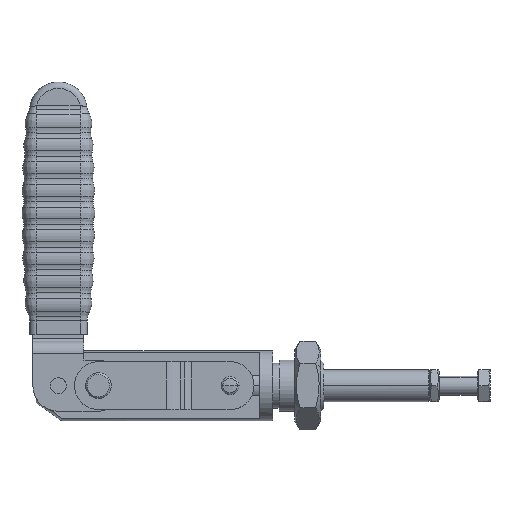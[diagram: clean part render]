
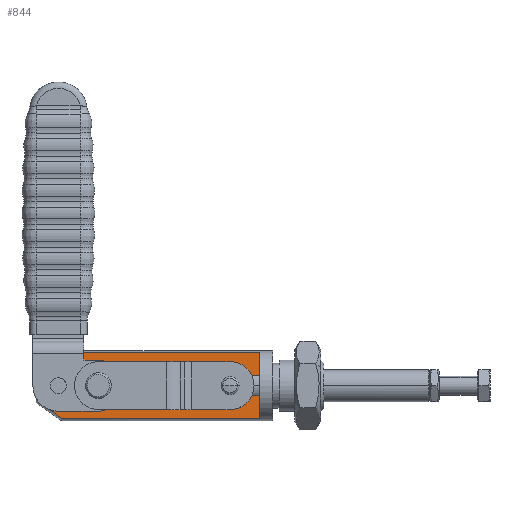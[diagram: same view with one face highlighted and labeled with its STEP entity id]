
A CAD part, top view. The second image highlights one B-rep face of the part: STEP entity #844.
In plain terms, the highlighted planar face has unit normal (0, 0, 1).
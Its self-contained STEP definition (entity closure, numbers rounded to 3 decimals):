
#256=CARTESIAN_POINT('',(8.,-10.285,3.9));
#257=VERTEX_POINT('',#256);
#265=CARTESIAN_POINT('',(0.0,-3.708,3.9));
#266=VERTEX_POINT('',#265);
#267=CARTESIAN_POINT('',(8.,-10.285,3.9));
#268=CARTESIAN_POINT('',(2.12,-5.868,3.9));
#269=CARTESIAN_POINT('',(0.,-3.708,3.9));
#277=(BOUNDED_CURVE()B_SPLINE_CURVE(2,(#267,#268,#269),.UNSPECIFIED.,.F.,.U.)B_SPLINE_CURVE_WITH_KNOTS((3,3),(0.0,1.036),.UNSPECIFIED.)CURVE()GEOMETRIC_REPRESENTATION_ITEM()RATIONAL_B_SPLINE_CURVE((1.0,1.092,1.0))REPRESENTATION_ITEM(''));
#278=EDGE_CURVE('',#257,#266,#277,.T.);
#305=CARTESIAN_POINT('',(8.,10.285,3.9));
#306=VERTEX_POINT('',#305);
#314=CARTESIAN_POINT('',(70.0,10.285,3.9));
#315=VERTEX_POINT('',#314);
#316=CARTESIAN_POINT('',(8.,10.285,3.9));
#317=DIRECTION('',(1.0,0.0,0.0));
#318=VECTOR('',#317,62.);
#319=LINE('',#316,#318);
#320=EDGE_CURVE('',#306,#315,#319,.T.);
#322=CARTESIAN_POINT('',(70.0,-10.285,3.9));
#323=VERTEX_POINT('',#322);
#331=CARTESIAN_POINT('',(70.0,-10.285,3.9));
#332=DIRECTION('',(-1.0,0.0,0.0));
#333=VECTOR('',#332,62.);
#334=LINE('',#331,#333);
#335=EDGE_CURVE('',#323,#257,#334,.T.);
#369=CARTESIAN_POINT('',(0.0,3.708,3.9));
#370=VERTEX_POINT('',#369);
#378=CARTESIAN_POINT('',(0.,3.708,3.9));
#379=CARTESIAN_POINT('',(2.12,5.868,3.9));
#380=CARTESIAN_POINT('',(8.,10.285,3.9));
#388=(BOUNDED_CURVE()B_SPLINE_CURVE(2,(#378,#379,#380),.UNSPECIFIED.,.F.,.U.)B_SPLINE_CURVE_WITH_KNOTS((3,3),(0.0,1.036),.UNSPECIFIED.)CURVE()GEOMETRIC_REPRESENTATION_ITEM()RATIONAL_B_SPLINE_CURVE((1.0,1.092,1.0))REPRESENTATION_ITEM(''));
#389=EDGE_CURVE('',#370,#306,#388,.T.);
#423=CARTESIAN_POINT('',(11.,0.0,3.9));
#424=VERTEX_POINT('',#423);
#440=CARTESIAN_POINT('',(3.,0.,3.9));
#441=VERTEX_POINT('',#440);
#448=CARTESIAN_POINT('',(7.,0.,3.9));
#449=DIRECTION('',(0.0,0.0,-1.0));
#450=DIRECTION('',(1.0,0.0,0.0));
#451=AXIS2_PLACEMENT_3D('',#448,#449,#450);
#452=CIRCLE('',#451,4.0);
#453=EDGE_CURVE('',#424,#441,#452,.T.);
#551=CARTESIAN_POINT('',(29.,-5.25,3.9));
#552=VERTEX_POINT('',#551);
#559=CARTESIAN_POINT('',(49.0,-5.25,3.9));
#560=VERTEX_POINT('',#559);
#561=CARTESIAN_POINT('',(49.0,-5.25,3.9));
#562=DIRECTION('',(-1.0,0.0,0.0));
#563=VECTOR('',#562,20.);
#564=LINE('',#561,#563);
#565=EDGE_CURVE('',#560,#552,#564,.T.);
#589=CARTESIAN_POINT('',(53.088,-3.129,3.9));
#590=VERTEX_POINT('',#589);
#591=CARTESIAN_POINT('',(49.0,-0.25,3.9));
#592=DIRECTION('',(0.0,0.0,-1.0));
#593=DIRECTION('',(0.0,-1.0,0.0));
#594=AXIS2_PLACEMENT_3D('',#591,#592,#593);
#595=CIRCLE('',#594,5.0);
#596=EDGE_CURVE('',#590,#560,#595,.T.);
#630=CARTESIAN_POINT('',(24.,0.25,3.9));
#631=VERTEX_POINT('',#630);
#638=CARTESIAN_POINT('',(24.,-0.25,3.9));
#639=VERTEX_POINT('',#638);
#640=CARTESIAN_POINT('',(24.,-0.25,3.9));
#641=DIRECTION('',(0.0,1.0,0.0));
#642=VECTOR('',#641,0.5);
#643=LINE('',#640,#642);
#644=EDGE_CURVE('',#639,#631,#643,.T.);
#668=CARTESIAN_POINT('',(29.,-0.25,3.9));
#669=DIRECTION('',(0.0,0.0,-1.0));
#670=DIRECTION('',(-1.0,0.0,0.0));
#671=AXIS2_PLACEMENT_3D('',#668,#669,#670);
#672=CIRCLE('',#671,5.0);
#673=EDGE_CURVE('',#552,#639,#672,.T.);
#694=CARTESIAN_POINT('',(53.088,3.129,3.9));
#695=VERTEX_POINT('',#694);
#709=CARTESIAN_POINT('',(49.0,5.25,3.9));
#710=VERTEX_POINT('',#709);
#711=CARTESIAN_POINT('',(49.0,0.25,3.9));
#712=DIRECTION('',(0.0,0.0,-1.0));
#713=DIRECTION('',(1.0,0.0,0.0));
#714=AXIS2_PLACEMENT_3D('',#711,#712,#713);
#715=CIRCLE('',#714,5.0);
#716=EDGE_CURVE('',#710,#695,#715,.T.);
#741=CARTESIAN_POINT('',(29.,5.25,3.9));
#742=VERTEX_POINT('',#741);
#743=CARTESIAN_POINT('',(29.,5.25,3.9));
#744=DIRECTION('',(1.0,0.0,0.0));
#745=VECTOR('',#744,20.);
#746=LINE('',#743,#745);
#747=EDGE_CURVE('',#742,#710,#746,.T.);
#771=CARTESIAN_POINT('',(29.,0.25,3.9));
#772=DIRECTION('',(0.0,0.0,-1.0));
#773=DIRECTION('',(0.0,1.0,0.0));
#774=AXIS2_PLACEMENT_3D('',#771,#772,#773);
#775=CIRCLE('',#774,5.0);
#776=EDGE_CURVE('',#631,#742,#775,.T.);
#782=CARTESIAN_POINT('',(0.0,10.285,3.9));
#783=DIRECTION('',(0.0,0.0,-1.0));
#784=DIRECTION('',(-1.0,0.0,0.0));
#785=AXIS2_PLACEMENT_3D('',#782,#783,#784);
#786=PLANE('',#785);
#787=ORIENTED_EDGE('',*,*,#596,.T.);
#788=ORIENTED_EDGE('',*,*,#565,.T.);
#789=ORIENTED_EDGE('',*,*,#673,.T.);
#790=ORIENTED_EDGE('',*,*,#644,.T.);
#791=ORIENTED_EDGE('',*,*,#776,.T.);
#792=ORIENTED_EDGE('',*,*,#747,.T.);
#793=ORIENTED_EDGE('',*,*,#716,.T.);
#794=CARTESIAN_POINT('',(70.0,3.129,3.9));
#795=VERTEX_POINT('',#794);
#796=CARTESIAN_POINT('',(70.0,3.129,3.9));
#797=DIRECTION('',(-1.0,0.0,0.0));
#798=VECTOR('',#797,16.912);
#799=LINE('',#796,#798);
#800=EDGE_CURVE('',#795,#695,#799,.T.);
#801=ORIENTED_EDGE('',*,*,#800,.F.);
#802=CARTESIAN_POINT('',(70.0,10.285,3.9));
#803=DIRECTION('',(0.0,-1.0,0.0));
#804=VECTOR('',#803,7.157);
#805=LINE('',#802,#804);
#806=EDGE_CURVE('',#315,#795,#805,.T.);
#807=ORIENTED_EDGE('',*,*,#806,.F.);
#808=ORIENTED_EDGE('',*,*,#320,.F.);
#809=ORIENTED_EDGE('',*,*,#389,.F.);
#810=CARTESIAN_POINT('',(0.0,-3.708,3.9));
#811=DIRECTION('',(0.0,1.0,0.0));
#812=VECTOR('',#811,7.415);
#813=LINE('',#810,#812);
#814=EDGE_CURVE('',#266,#370,#813,.T.);
#815=ORIENTED_EDGE('',*,*,#814,.F.);
#816=ORIENTED_EDGE('',*,*,#278,.F.);
#817=ORIENTED_EDGE('',*,*,#335,.F.);
#818=CARTESIAN_POINT('',(70.0,-3.129,3.9));
#819=VERTEX_POINT('',#818);
#820=CARTESIAN_POINT('',(70.0,-3.129,3.9));
#821=DIRECTION('',(0.0,-1.0,0.0));
#822=VECTOR('',#821,7.157);
#823=LINE('',#820,#822);
#824=EDGE_CURVE('',#819,#323,#823,.T.);
#825=ORIENTED_EDGE('',*,*,#824,.F.);
#826=CARTESIAN_POINT('',(53.088,-3.129,3.9));
#827=DIRECTION('',(1.0,0.0,0.0));
#828=VECTOR('',#827,16.912);
#829=LINE('',#826,#828);
#830=EDGE_CURVE('',#590,#819,#829,.T.);
#831=ORIENTED_EDGE('',*,*,#830,.F.);
#832=EDGE_LOOP('',(#787,#788,#789,#790,#791,#792,#793,#801,#807,#808,#809,#815,#816,#817,#825,#831));
#833=FACE_OUTER_BOUND('',#832,.T.);
#834=ORIENTED_EDGE('',*,*,#453,.T.);
#835=CARTESIAN_POINT('',(7.,0.,3.9));
#836=DIRECTION('',(0.0,0.0,-1.0));
#837=DIRECTION('',(1.0,0.0,0.0));
#838=AXIS2_PLACEMENT_3D('',#835,#836,#837);
#839=CIRCLE('',#838,4.0);
#840=EDGE_CURVE('',#441,#424,#839,.T.);
#841=ORIENTED_EDGE('',*,*,#840,.T.);
#842=EDGE_LOOP('',(#834,#841));
#843=FACE_BOUND('',#842,.T.);
#844=ADVANCED_FACE('',(#833,#843),#786,.F.);
